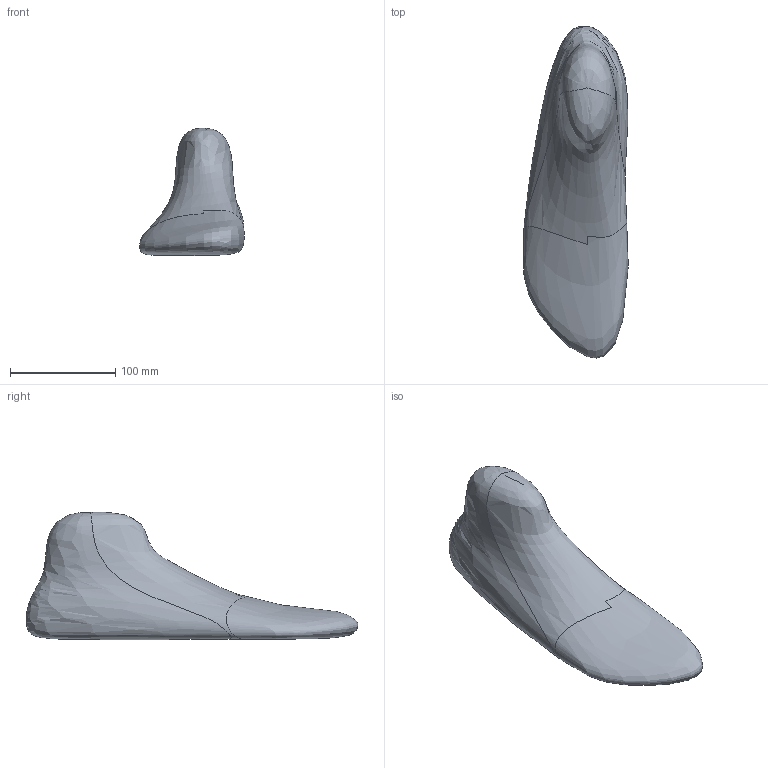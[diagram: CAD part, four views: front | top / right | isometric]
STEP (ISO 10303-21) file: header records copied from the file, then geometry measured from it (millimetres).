
FILE_DESCRIPTION (( 'STEP AP203' ), '1' );
FILE_NAME ('r_foot_new_Default_sldprt.STEP', '2020-01-15T12:30:12', ( '' ), ( '' ), 'SwSTEP 2.0', 'SolidWorks 2017', '' );
FILE_SCHEMA (( 'CONFIG_CONTROL_DESIGN' ));
Length unit declared in the file: millimetre
Products named in the file (1): r_foot_new_Default_sldprt
Bounding box: 99.45 x 316.01 x 121.23 mm (x, y, z)
Volume: 1242719.9 mm3; surface area: 91009.9 mm2
Topology: 2 solids, 2 shells, 12 faces, 24 edges, 14 vertices
Faces by surface type: cylinder 6, plane 3, bspline 3
Entity records: 968 total; most frequent: CARTESIAN_POINT 687, ORIENTED_EDGE 40, DIRECTION 34, EDGE_CURVE 20, AXIS2_PLACEMENT_3D 16, EDGE_LOOP 14, VERTEX_POINT 14, ADVANCED_FACE 12
